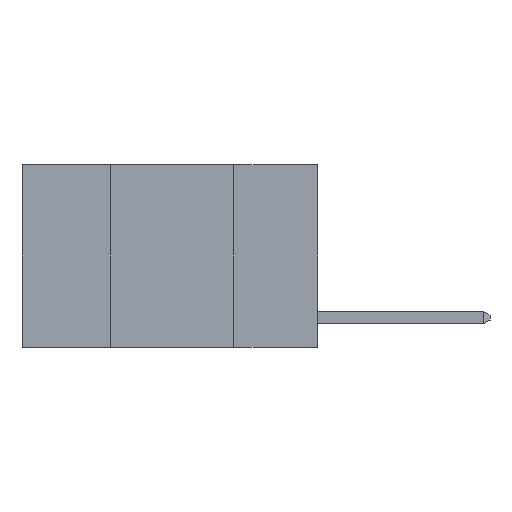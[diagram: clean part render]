
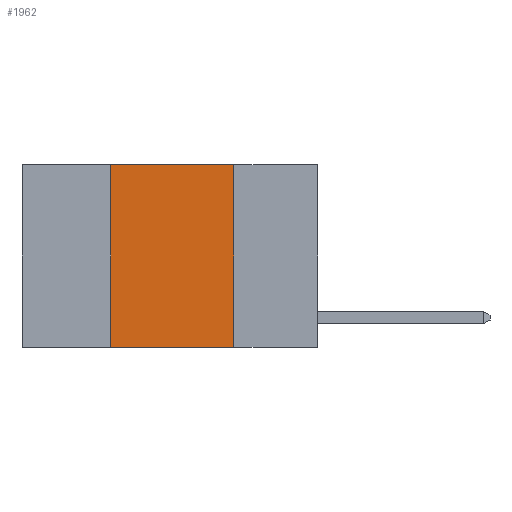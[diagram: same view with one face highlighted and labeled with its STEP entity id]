
A CAD part, left-side view. The second image highlights one B-rep face of the part: STEP entity #1962.
In plain terms, the highlighted planar face has unit normal (-1, 0, 0).
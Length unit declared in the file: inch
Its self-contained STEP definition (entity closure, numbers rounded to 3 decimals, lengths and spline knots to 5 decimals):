
#509 = DIRECTION ( 'NONE',  ( 1., 0., 0. ) ) ;
#568 = EDGE_CURVE ( 'NONE', #4779, #669, #5218, .T. ) ;
#669 = VERTEX_POINT ( 'NONE', #5962 ) ;
#1361 = DIRECTION ( 'NONE',  ( 0., -1., 0. ) ) ;
#1830 = EDGE_CURVE ( 'NONE', #6278, #6336, #4482, .T. ) ;
#1962 = ADVANCED_FACE ( 'NONE', ( #7539 ), #5045, .F. ) ;
#2392 = VECTOR ( 'NONE', #3065, 39.37008 ) ;
#2601 = ORIENTED_EDGE ( 'NONE', *, *, #568, .F. ) ;
#2656 = ORIENTED_EDGE ( 'NONE', *, *, #1830, .F. ) ;
#3065 = DIRECTION ( 'NONE',  ( 0., 0., -1. ) ) ;
#3480 = ORIENTED_EDGE ( 'NONE', *, *, #11354, .T. ) ;
#3960 = CARTESIAN_POINT ( 'NONE',  ( 0., 0.17, 0. ) ) ;
#4136 = CARTESIAN_POINT ( 'NONE',  ( 0., 0.17, 0. ) ) ;
#4482 = LINE ( 'NONE', #3960, #2392 ) ;
#4779 = VERTEX_POINT ( 'NONE', #10432 ) ;
#5045 = PLANE ( 'NONE',  #10351 ) ;
#5218 = LINE ( 'NONE', #6680, #9551 ) ;
#5763 = ORIENTED_EDGE ( 'NONE', *, *, #6218, .F. ) ;
#5810 = VECTOR ( 'NONE', #1361, 39.37008 ) ;
#5962 = CARTESIAN_POINT ( 'NONE',  ( 0., 0.42, 0. ) ) ;
#5967 = CARTESIAN_POINT ( 'NONE',  ( 0., 0.6, 0. ) ) ;
#6218 = EDGE_CURVE ( 'NONE', #669, #6278, #7829, .T. ) ;
#6278 = VERTEX_POINT ( 'NONE', #4136 ) ;
#6291 = VECTOR ( 'NONE', #7017, 39.37008 ) ;
#6336 = VERTEX_POINT ( 'NONE', #8747 ) ;
#6441 = EDGE_LOOP ( 'NONE', ( #2656, #5763, #2601, #3480 ) ) ;
#6680 = CARTESIAN_POINT ( 'NONE',  ( 0., 0.42, 0. ) ) ;
#6753 = CARTESIAN_POINT ( 'NONE',  ( 0., 0.6, 0. ) ) ;
#6833 = DIRECTION ( 'NONE',  ( 0., 0., -1. ) ) ;
#7017 = DIRECTION ( 'NONE',  ( 0., -1., 0. ) ) ;
#7539 = FACE_OUTER_BOUND ( 'NONE', #6441, .T. ) ;
#7579 = DIRECTION ( 'NONE',  ( 0., 0., 1. ) ) ;
#7829 = LINE ( 'NONE', #6753, #5810 ) ;
#8545 = LINE ( 'NONE', #9588, #6291 ) ;
#8747 = CARTESIAN_POINT ( 'NONE',  ( 0., 0.17, -0.37 ) ) ;
#9551 = VECTOR ( 'NONE', #7579, 39.37008 ) ;
#9588 = CARTESIAN_POINT ( 'NONE',  ( 0., 0.6, -0.37 ) ) ;
#10351 = AXIS2_PLACEMENT_3D ( 'NONE', #5967, #509, #6833 ) ;
#10432 = CARTESIAN_POINT ( 'NONE',  ( 0., 0.42, -0.37 ) ) ;
#11354 = EDGE_CURVE ( 'NONE', #4779, #6336, #8545, .T. ) ;
